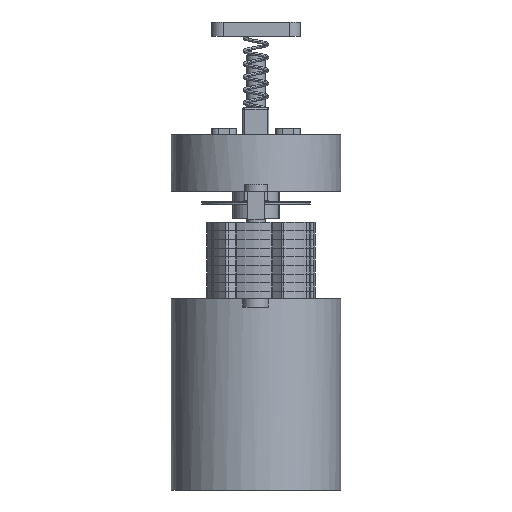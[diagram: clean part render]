
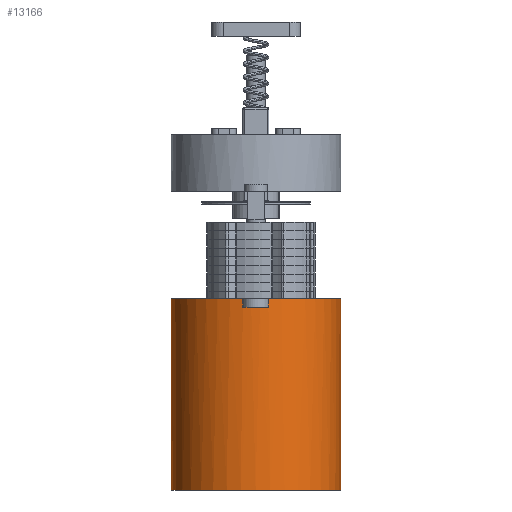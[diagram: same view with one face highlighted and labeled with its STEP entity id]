
A CAD part, front view. The second image highlights one B-rep face of the part: STEP entity #13166.
In plain terms, the highlighted cylindrical face has radius 29.641 mm (diameter 59.282 mm), a partial arc.
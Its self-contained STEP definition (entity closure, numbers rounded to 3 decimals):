
#2119 = VECTOR ( 'NONE', #26562, 1000. ) ;
#3985 = EDGE_CURVE ( 'NONE', #32347, #7696, #35139, .T. ) ;
#4405 = CIRCLE ( 'NONE', #38358, 29.641 ) ;
#4738 = CARTESIAN_POINT ( 'NONE',  ( -29.641, 0., 62. ) ) ;
#6100 = VECTOR ( 'NONE', #24342, 1000. ) ;
#7696 = VERTEX_POINT ( 'NONE', #42168 ) ;
#8411 = VECTOR ( 'NONE', #23312, 1000. ) ;
#8654 = DIRECTION ( 'NONE',  ( 0., 0., -1. ) ) ;
#9753 = ORIENTED_EDGE ( 'NONE', *, *, #43801, .T. ) ;
#10193 = VERTEX_POINT ( 'NONE', #39822 ) ;
#11281 = CIRCLE ( 'NONE', #22738, 29.641 ) ;
#11456 = CARTESIAN_POINT ( 'NONE',  ( 0., 0., 59. ) ) ;
#11503 = LINE ( 'NONE', #40295, #2119 ) ;
#12859 = LINE ( 'NONE', #23448, #8411 ) ;
#13166 = ADVANCED_FACE ( 'NONE', ( #36259 ), #22096, .T. ) ;
#14008 = CARTESIAN_POINT ( 'NONE',  ( -29.641, 0., 62. ) ) ;
#14051 = VERTEX_POINT ( 'NONE', #35018 ) ;
#15439 = AXIS2_PLACEMENT_3D ( 'NONE', #29621, #8654, #33128 ) ;
#15645 = EDGE_CURVE ( 'NONE', #10193, #17453, #11503, .T. ) ;
#16873 = CARTESIAN_POINT ( 'NONE',  ( 4.5, -29.297, 59. ) ) ;
#17338 = DIRECTION ( 'NONE',  ( 0., 0., -1. ) ) ;
#17453 = VERTEX_POINT ( 'NONE', #24111 ) ;
#17856 = DIRECTION ( 'NONE',  ( 1., 0., 0. ) ) ;
#18499 = ORIENTED_EDGE ( 'NONE', *, *, #18702, .F. ) ;
#18558 = ORIENTED_EDGE ( 'NONE', *, *, #35271, .T. ) ;
#18702 = EDGE_CURVE ( 'NONE', #7696, #29742, #11281, .T. ) ;
#20250 = EDGE_CURVE ( 'NONE', #21576, #14051, #44581, .T. ) ;
#21093 = CARTESIAN_POINT ( 'NONE',  ( 0., 0., 62. ) ) ;
#21139 = CARTESIAN_POINT ( 'NONE',  ( 4.5, -29.297, 59. ) ) ;
#21360 = CIRCLE ( 'NONE', #33290, 29.641 ) ;
#21576 = VERTEX_POINT ( 'NONE', #4738 ) ;
#22096 = CYLINDRICAL_SURFACE ( 'NONE', #15439, 29.641 ) ;
#22738 = AXIS2_PLACEMENT_3D ( 'NONE', #21093, #38769, #17856 ) ;
#23054 = ORIENTED_EDGE ( 'NONE', *, *, #15645, .T. ) ;
#23312 = DIRECTION ( 'NONE',  ( 0., 0., -1. ) ) ;
#23448 = CARTESIAN_POINT ( 'NONE',  ( 29.641, 0., 62. ) ) ;
#23665 = ORIENTED_EDGE ( 'NONE', *, *, #3985, .F. ) ;
#24111 = CARTESIAN_POINT ( 'NONE',  ( -4.5, -29.297, 62. ) ) ;
#24342 = DIRECTION ( 'NONE',  ( 0., 0., 1. ) ) ;
#25203 = CIRCLE ( 'NONE', #31242, 29.641 ) ;
#25333 = CARTESIAN_POINT ( 'NONE',  ( 0., 0., 62. ) ) ;
#26442 = CARTESIAN_POINT ( 'NONE',  ( 0., 0., -5. ) ) ;
#26562 = DIRECTION ( 'NONE',  ( 0., 0., 1. ) ) ;
#28485 = ORIENTED_EDGE ( 'NONE', *, *, #30225, .F. ) ;
#28804 = DIRECTION ( 'NONE',  ( 1., 0., 0. ) ) ;
#28989 = ORIENTED_EDGE ( 'NONE', *, *, #39372, .F. ) ;
#29485 = DIRECTION ( 'NONE',  ( 0., 0., -1. ) ) ;
#29621 = CARTESIAN_POINT ( 'NONE',  ( 0., 0., 62. ) ) ;
#29742 = VERTEX_POINT ( 'NONE', #39681 ) ;
#30225 = EDGE_CURVE ( 'NONE', #21576, #17453, #4405, .T. ) ;
#31242 = AXIS2_PLACEMENT_3D ( 'NONE', #26442, #36492, #43850 ) ;
#31890 = CARTESIAN_POINT ( 'NONE',  ( 29.641, 0., -5. ) ) ;
#32347 = VERTEX_POINT ( 'NONE', #16873 ) ;
#32760 = DIRECTION ( 'NONE',  ( 0., 0., 1. ) ) ;
#33128 = DIRECTION ( 'NONE',  ( -1., 0., 0. ) ) ;
#33290 = AXIS2_PLACEMENT_3D ( 'NONE', #11456, #29485, #39266 ) ;
#35018 = CARTESIAN_POINT ( 'NONE',  ( -29.641, 0., -5. ) ) ;
#35139 = LINE ( 'NONE', #21139, #6100 ) ;
#35271 = EDGE_CURVE ( 'NONE', #32347, #10193, #21360, .T. ) ;
#36259 = FACE_OUTER_BOUND ( 'NONE', #45368, .T. ) ;
#36492 = DIRECTION ( 'NONE',  ( 0., 0., 1. ) ) ;
#38358 = AXIS2_PLACEMENT_3D ( 'NONE', #25333, #32760, #28804 ) ;
#38769 = DIRECTION ( 'NONE',  ( 0., 0., 1. ) ) ;
#39266 = DIRECTION ( 'NONE',  ( 1., 0., 0. ) ) ;
#39372 = EDGE_CURVE ( 'NONE', #29742, #41684, #12859, .T. ) ;
#39681 = CARTESIAN_POINT ( 'NONE',  ( 29.641, 0., 62. ) ) ;
#39822 = CARTESIAN_POINT ( 'NONE',  ( -4.5, -29.297, 59. ) ) ;
#40295 = CARTESIAN_POINT ( 'NONE',  ( -4.5, -29.297, 59. ) ) ;
#41684 = VERTEX_POINT ( 'NONE', #31890 ) ;
#42168 = CARTESIAN_POINT ( 'NONE',  ( 4.5, -29.297, 62. ) ) ;
#42968 = VECTOR ( 'NONE', #17338, 1000. ) ;
#43801 = EDGE_CURVE ( 'NONE', #14051, #41684, #25203, .T. ) ;
#43850 = DIRECTION ( 'NONE',  ( 1., 0., 0. ) ) ;
#44210 = ORIENTED_EDGE ( 'NONE', *, *, #20250, .T. ) ;
#44581 = LINE ( 'NONE', #14008, #42968 ) ;
#45368 = EDGE_LOOP ( 'NONE', ( #28989, #18499, #23665, #18558, #23054, #28485, #44210, #9753 ) ) ;
